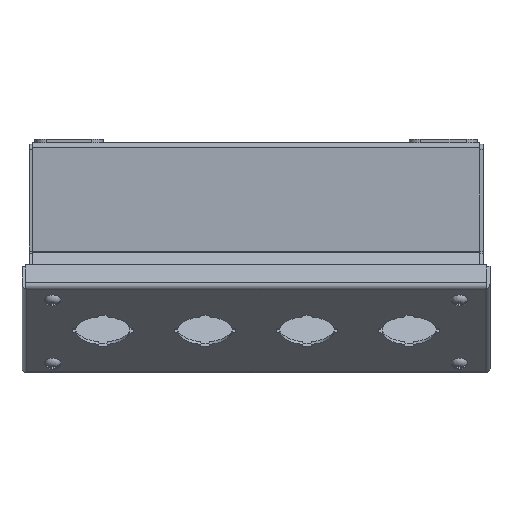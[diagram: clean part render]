
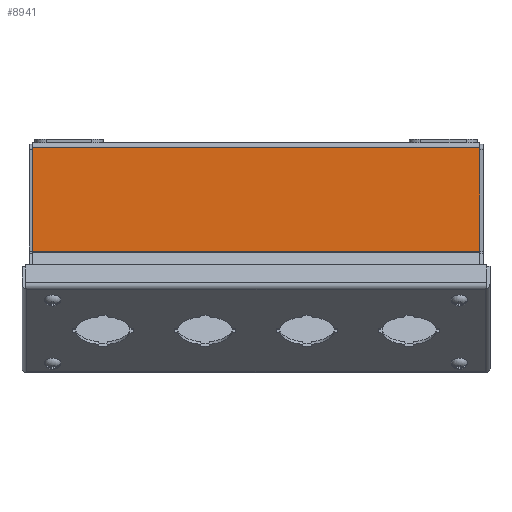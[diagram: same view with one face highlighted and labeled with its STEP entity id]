
A CAD part, top view. The second image highlights one B-rep face of the part: STEP entity #8941.
In plain terms, the highlighted planar face has unit normal (0, 0, 1).
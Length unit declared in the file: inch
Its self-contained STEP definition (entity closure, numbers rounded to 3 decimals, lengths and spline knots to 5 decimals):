
#120 = DIRECTION ( 'NONE',  ( -1., 0., 0. ) ) ;
#232 = DIRECTION ( 'NONE',  ( 0., 0., -1. ) ) ;
#1016 = VERTEX_POINT ( 'NONE', #18400 ) ;
#1677 = VECTOR ( 'NONE', #8718, 39.37008 ) ;
#1693 = DIRECTION ( 'NONE',  ( -1., 0., 0. ) ) ;
#1869 = CARTESIAN_POINT ( 'NONE',  ( -4.928, 2.40527, 1.55062 ) ) ;
#2066 = CARTESIAN_POINT ( 'NONE',  ( -4.928, -2.12315, 1.55062 ) ) ;
#3433 = LINE ( 'NONE', #10095, #6865 ) ;
#3518 = VERTEX_POINT ( 'NONE', #6961 ) ;
#3686 = LINE ( 'NONE', #2066, #1677 ) ;
#3729 = VECTOR ( 'NONE', #19081, 39.37008 ) ;
#3942 = EDGE_LOOP ( 'NONE', ( #19405, #19677, #18079, #18401 ) ) ;
#6447 = FACE_OUTER_BOUND ( 'NONE', #3942, .T. ) ;
#6665 = PLANE ( 'NONE',  #7224 ) ;
#6865 = VECTOR ( 'NONE', #11728, 39.37008 ) ;
#6961 = CARTESIAN_POINT ( 'NONE',  ( 4.928, 2.29727, 1.55062 ) ) ;
#7134 = EDGE_CURVE ( 'NONE', #7438, #3518, #3433, .T. ) ;
#7224 = AXIS2_PLACEMENT_3D ( 'NONE', #1869, #232, #120 ) ;
#7438 = VERTEX_POINT ( 'NONE', #7776 ) ;
#7603 = EDGE_CURVE ( 'NONE', #1016, #3518, #14378, .T. ) ;
#7776 = CARTESIAN_POINT ( 'NONE',  ( 4.928, 0.00891, 1.55062 ) ) ;
#8718 = DIRECTION ( 'NONE',  ( 0., 1., 0. ) ) ;
#8941 = ADVANCED_FACE ( 'NONE', ( #6447 ), #6665, .F. ) ;
#9496 = EDGE_CURVE ( 'NONE', #15079, #1016, #3686, .T. ) ;
#10090 = CARTESIAN_POINT ( 'NONE',  ( -4.928, 0.00891, 1.55062 ) ) ;
#10095 = CARTESIAN_POINT ( 'NONE',  ( 4.928, -1.05054, 1.55062 ) ) ;
#11728 = DIRECTION ( 'NONE',  ( 0., 1., 0. ) ) ;
#14378 = LINE ( 'NONE', #16019, #3729 ) ;
#15079 = VERTEX_POINT ( 'NONE', #21243 ) ;
#16019 = CARTESIAN_POINT ( 'NONE',  ( -4.928, 2.29727, 1.55062 ) ) ;
#18079 = ORIENTED_EDGE ( 'NONE', *, *, #19892, .F. ) ;
#18400 = CARTESIAN_POINT ( 'NONE',  ( -4.928, 2.29727, 1.55062 ) ) ;
#18401 = ORIENTED_EDGE ( 'NONE', *, *, #7134, .T. ) ;
#19081 = DIRECTION ( 'NONE',  ( 1., 0., 0. ) ) ;
#19405 = ORIENTED_EDGE ( 'NONE', *, *, #7603, .F. ) ;
#19677 = ORIENTED_EDGE ( 'NONE', *, *, #9496, .F. ) ;
#19892 = EDGE_CURVE ( 'NONE', #7438, #15079, #20238, .T. ) ;
#20115 = VECTOR ( 'NONE', #1693, 39.37008 ) ;
#20238 = LINE ( 'NONE', #10090, #20115 ) ;
#21243 = CARTESIAN_POINT ( 'NONE',  ( -4.928, 0.00891, 1.55062 ) ) ;
